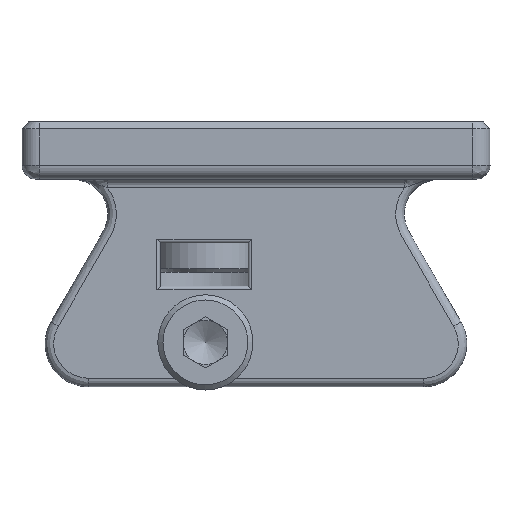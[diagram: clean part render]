
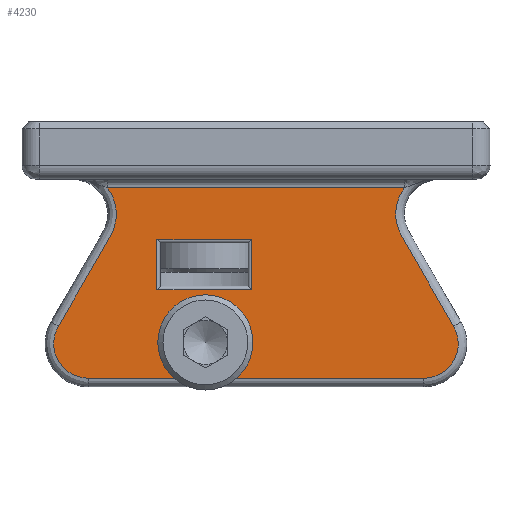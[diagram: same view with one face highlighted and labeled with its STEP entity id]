
A CAD part, front view. The second image highlights one B-rep face of the part: STEP entity #4230.
In plain terms, the highlighted planar face has unit normal (0, -1, 0).
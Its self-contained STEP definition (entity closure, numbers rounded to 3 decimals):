
#73=FACE_BOUND('',#756,.T.);
#74=FACE_BOUND('',#757,.T.);
#206=CIRCLE('',#4496,1.7);
#340=PLANE('',#4552);
#505=FACE_OUTER_BOUND('',#755,.T.);
#755=EDGE_LOOP('',(#3325,#3326,#3327,#3328,#3329,#3330));
#756=EDGE_LOOP('',(#3331));
#757=EDGE_LOOP('',(#3332,#3333,#3334,#3335));
#1004=LINE('',#7053,#1328);
#1006=LINE('',#7059,#1330);
#1007=LINE('',#7063,#1331);
#1008=LINE('',#7066,#1332);
#1057=LINE('',#7417,#1381);
#1077=LINE('',#7577,#1401);
#1328=VECTOR('',#4978,10.);
#1330=VECTOR('',#4986,10.);
#1331=VECTOR('',#4991,10.);
#1332=VECTOR('',#4996,10.);
#1381=VECTOR('',#5153,10.);
#1401=VECTOR('',#5183,10.);
#1647=B_SPLINE_CURVE_WITH_KNOTS('',3,(#7579,#7580,#7581,#7582,#7583,#7584),
 .UNSPECIFIED.,.F.,.F.,(4,1,1,4),(0.,0.12,0.24,
0.419),.UNSPECIFIED.);
#1648=B_SPLINE_CURVE_WITH_KNOTS('',3,(#7585,#7586,#7587,#7588,#7589,#7590,
#7591,#7592,#7593,#7594,#7595,#7596,#7597,#7598,#7599,#7600),
 .UNSPECIFIED.,.F.,.F.,(4,2,1,2,2,1,1,1,2,4),(0.449,0.526,
0.676,0.726,0.786,0.827,
0.868,0.95,1.114,1.346),
 .UNSPECIFIED.);
#1649=B_SPLINE_CURVE_WITH_KNOTS('',3,(#7602,#7603,#7604,#7605,#7606,#7607,
#7608,#7609,#7610,#7611,#7612,#7613,#7614,#7615,#7616,#7617,#7618,#7619,
#7620,#7621,#7622,#7623,#7624,#7625,#7626,#7627,#7628),.UNSPECIFIED.,.F.,
 .F.,(4,2,1,1,1,1,2,1,1,1,2,1,1,1,1,1,1,1,1,2,4),(0.,
0.232,0.478,0.499,0.519,
0.54,0.56,0.568,0.575,
0.59,0.62,0.645,0.67,
0.695,0.72,0.732,0.745,0.77,
0.795,0.82,0.897),.UNSPECIFIED.);
#1650=B_SPLINE_CURVE_WITH_KNOTS('',3,(#7629,#7630,#7631,#7632,#7633,#7634),
 .UNSPECIFIED.,.F.,.F.,(4,1,1,4),(0.,0.18,0.299,
0.419),.UNSPECIFIED.);
#1869=VERTEX_POINT('',#7051);
#1870=VERTEX_POINT('',#7052);
#1871=VERTEX_POINT('',#7058);
#1872=VERTEX_POINT('',#7062);
#1873=VERTEX_POINT('',#7118);
#1930=VERTEX_POINT('',#7414);
#1931=VERTEX_POINT('',#7416);
#1970=VERTEX_POINT('',#7575);
#1971=VERTEX_POINT('',#7576);
#1972=VERTEX_POINT('',#7578);
#1973=VERTEX_POINT('',#7601);
#2333=EDGE_CURVE('',#1869,#1870,#1004,.T.);
#2337=EDGE_CURVE('',#1870,#1871,#1006,.T.);
#2339=EDGE_CURVE('',#1871,#1872,#1007,.T.);
#2341=EDGE_CURVE('',#1872,#1869,#1008,.T.);
#2346=EDGE_CURVE('',#1873,#1873,#206,.T.);
#2434=EDGE_CURVE('',#1930,#1931,#1057,.T.);
#2474=EDGE_CURVE('',#1970,#1971,#1077,.T.);
#2475=EDGE_CURVE('',#1972,#1970,#1647,.T.);
#2476=EDGE_CURVE('',#1931,#1972,#1648,.T.);
#2477=EDGE_CURVE('',#1973,#1930,#1649,.T.);
#2478=EDGE_CURVE('',#1971,#1973,#1650,.T.);
#3325=ORIENTED_EDGE('',*,*,#2474,.F.);
#3326=ORIENTED_EDGE('',*,*,#2475,.F.);
#3327=ORIENTED_EDGE('',*,*,#2476,.F.);
#3328=ORIENTED_EDGE('',*,*,#2434,.F.);
#3329=ORIENTED_EDGE('',*,*,#2477,.F.);
#3330=ORIENTED_EDGE('',*,*,#2478,.F.);
#3331=ORIENTED_EDGE('',*,*,#2346,.F.);
#3332=ORIENTED_EDGE('',*,*,#2341,.F.);
#3333=ORIENTED_EDGE('',*,*,#2339,.F.);
#3334=ORIENTED_EDGE('',*,*,#2337,.F.);
#3335=ORIENTED_EDGE('',*,*,#2333,.F.);
#4230=ADVANCED_FACE('',(#505,#73,#74),#340,.F.);
#4496=AXIS2_PLACEMENT_3D('',#7128,#5002,#5003);
#4552=AXIS2_PLACEMENT_3D('',#7574,#5181,#5182);
#4978=DIRECTION('',(-1.,0.,0.));
#4986=DIRECTION('',(0.,0.,-1.));
#4991=DIRECTION('',(1.,0.,0.));
#4996=DIRECTION('',(0.,0.,1.));
#5002=DIRECTION('center_axis',(0.,-1.,0.));
#5003=DIRECTION('ref_axis',(0.,0.,
1.));
#5153=DIRECTION('',(1.,0.,0.));
#5181=DIRECTION('center_axis',(0.,1.,0.));
#5182=DIRECTION('ref_axis',(0.,0.,
-1.));
#5183=DIRECTION('',(-1.,0.,0.));
#7051=CARTESIAN_POINT('',(28.375,-4.076,13.211));
#7052=CARTESIAN_POINT('',(22.901,-4.076,13.211));
#7053=CARTESIAN_POINT('',(41.909,-4.076,13.211));
#7058=CARTESIAN_POINT('',(22.901,-4.076,10.318));
#7059=CARTESIAN_POINT('',(22.901,-4.076,13.009));
#7062=CARTESIAN_POINT('',(28.375,-4.076,10.318));
#7063=CARTESIAN_POINT('',(33.848,-4.076,10.318));
#7066=CARTESIAN_POINT('',(28.375,-4.076,14.855));
#7118=CARTESIAN_POINT('',(25.703,-4.076,5.569));
#7128=CARTESIAN_POINT('Origin',(25.703,-4.076,7.269));
#7414=CARTESIAN_POINT('',(20.04,-4.076,16.2));
#7416=CARTESIAN_POINT('',(37.215,-4.076,16.2));
#7417=CARTESIAN_POINT('',(42.144,-4.076,16.2));
#7574=CARTESIAN_POINT('Origin',(42.144,-4.076,16.7));
#7575=CARTESIAN_POINT('',(38.305,-4.076,5.197));
#7576=CARTESIAN_POINT('',(18.95,-4.076,5.197));
#7577=CARTESIAN_POINT('',(42.144,-4.076,5.197));
#7578=CARTESIAN_POINT('',(40.045,-4.076,8.195));
#7579=CARTESIAN_POINT('Ctrl Pts',(40.045,-4.076,8.195));
#7580=CARTESIAN_POINT('Ctrl Pts',(40.245,-4.076,7.849));
#7581=CARTESIAN_POINT('Ctrl Pts',(40.429,-4.076,7.037));
#7582=CARTESIAN_POINT('Ctrl Pts',(39.892,-4.076,5.674));
#7583=CARTESIAN_POINT('Ctrl Pts',(38.904,-4.076,5.197));
#7584=CARTESIAN_POINT('Ctrl Pts',(38.305,-4.076,5.197));
#7585=CARTESIAN_POINT('Ctrl Pts',(37.215,-4.076,16.199));
#7586=CARTESIAN_POINT('Ctrl Pts',(37.056,-4.076,15.994));
#7587=CARTESIAN_POINT('Ctrl Pts',(36.928,-4.076,15.765));
#7588=CARTESIAN_POINT('Ctrl Pts',(36.672,-4.076,15.051));
#7589=CARTESIAN_POINT('Ctrl Pts',(36.645,-4.076,14.352));
#7590=CARTESIAN_POINT('Ctrl Pts',(36.884,-4.076,13.723));
#7591=CARTESIAN_POINT('Ctrl Pts',(37.049,-4.076,13.396));
#7592=CARTESIAN_POINT('Ctrl Pts',(37.143,-4.076,13.221));
#7593=CARTESIAN_POINT('Ctrl Pts',(37.311,-4.076,12.93));
#7594=CARTESIAN_POINT('Ctrl Pts',(37.448,-4.076,12.693));
#7595=CARTESIAN_POINT('Ctrl Pts',(37.722,-4.076,12.219));
#7596=CARTESIAN_POINT('Ctrl Pts',(38.201,-4.076,11.39));
#7597=CARTESIAN_POINT('Ctrl Pts',(38.611,-4.076,10.679));
#7598=CARTESIAN_POINT('Ctrl Pts',(39.271,-4.076,9.535));
#7599=CARTESIAN_POINT('Ctrl Pts',(39.658,-4.076,8.865));
#7600=CARTESIAN_POINT('Ctrl Pts',(40.045,-4.076,8.195));
#7601=CARTESIAN_POINT('',(17.21,-4.076,8.195));
#7602=CARTESIAN_POINT('Ctrl Pts',(17.21,-4.076,8.195));
#7603=CARTESIAN_POINT('Ctrl Pts',(17.597,-4.076,8.865));
#7604=CARTESIAN_POINT('Ctrl Pts',(17.984,-4.076,9.535));
#7605=CARTESIAN_POINT('Ctrl Pts',(18.781,-4.076,10.916));
#7606=CARTESIAN_POINT('Ctrl Pts',(19.226,-4.076,11.686));
#7607=CARTESIAN_POINT('Ctrl Pts',(19.705,-4.076,12.515));
#7608=CARTESIAN_POINT('Ctrl Pts',(19.807,-4.076,12.692));
#7609=CARTESIAN_POINT('Ctrl Pts',(19.91,-4.076,12.87));
#7610=CARTESIAN_POINT('Ctrl Pts',(19.978,-4.076,12.988));
#7611=CARTESIAN_POINT('Ctrl Pts',(20.025,-4.076,13.069));
#7612=CARTESIAN_POINT('Ctrl Pts',(20.05,-4.076,13.113));
#7613=CARTESIAN_POINT('Ctrl Pts',(20.099,-4.076,13.199));
#7614=CARTESIAN_POINT('Ctrl Pts',(20.182,-4.076,13.352));
#7615=CARTESIAN_POINT('Ctrl Pts',(20.251,-4.076,13.485));
#7616=CARTESIAN_POINT('Ctrl Pts',(20.334,-4.076,13.648));
#7617=CARTESIAN_POINT('Ctrl Pts',(20.401,-4.076,13.8));
#7618=CARTESIAN_POINT('Ctrl Pts',(20.478,-4.076,14.04));
#7619=CARTESIAN_POINT('Ctrl Pts',(20.53,-4.076,14.286));
#7620=CARTESIAN_POINT('Ctrl Pts',(20.553,-4.076,14.494));
#7621=CARTESIAN_POINT('Ctrl Pts',(20.559,-4.076,14.66));
#7622=CARTESIAN_POINT('Ctrl Pts',(20.556,-4.076,14.828));
#7623=CARTESIAN_POINT('Ctrl Pts',(20.538,-4.076,15.037));
#7624=CARTESIAN_POINT('Ctrl Pts',(20.49,-4.076,15.285));
#7625=CARTESIAN_POINT('Ctrl Pts',(20.442,-4.076,15.445));
#7626=CARTESIAN_POINT('Ctrl Pts',(20.327,-4.076,15.766));
#7627=CARTESIAN_POINT('Ctrl Pts',(20.199,-4.076,15.995));
#7628=CARTESIAN_POINT('Ctrl Pts',(20.04,-4.076,16.199));
#7629=CARTESIAN_POINT('Ctrl Pts',(18.95,-4.076,5.197));
#7630=CARTESIAN_POINT('Ctrl Pts',(18.351,-4.076,5.197));
#7631=CARTESIAN_POINT('Ctrl Pts',(17.363,-4.076,5.674));
#7632=CARTESIAN_POINT('Ctrl Pts',(16.826,-4.076,7.037));
#7633=CARTESIAN_POINT('Ctrl Pts',(17.01,-4.076,7.849));
#7634=CARTESIAN_POINT('Ctrl Pts',(17.21,-4.076,8.195));
